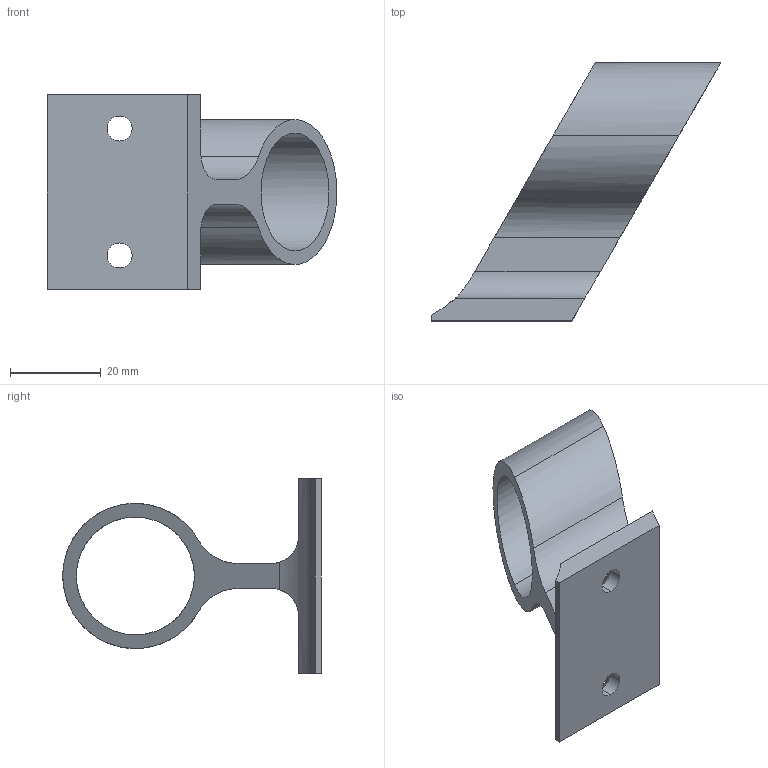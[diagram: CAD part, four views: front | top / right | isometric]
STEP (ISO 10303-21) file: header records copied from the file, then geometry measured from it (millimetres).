
FILE_DESCRIPTION (( 'STEP AP203' ), '1' );
FILE_NAME ('sone3D.STEP', '2014-07-23T01:27:21', ( '' ), ( '' ), 'SwSTEP 2.0', 'SolidWorks 2012', '' );
FILE_SCHEMA (( 'CONFIG_CONTROL_DESIGN' ));
Length unit declared in the file: millimetre
Products named in the file (1): sone3D
Bounding box: 63.9 x 56.99 x 43 mm (x, y, z)
Volume: 17676 mm3; surface area: 10074.7 mm2
Topology: 1 solids, 1 shells, 29 faces, 77 edges, 50 vertices
Faces by surface type: cylinder 14, plane 11, cone 4
Entity records: 1008 total; most frequent: CARTESIAN_POINT 241, ORIENTED_EDGE 154, DIRECTION 131, EDGE_CURVE 77, VERTEX_POINT 50, AXIS2_PLACEMENT_3D 44, VECTOR 43, LINE 43
